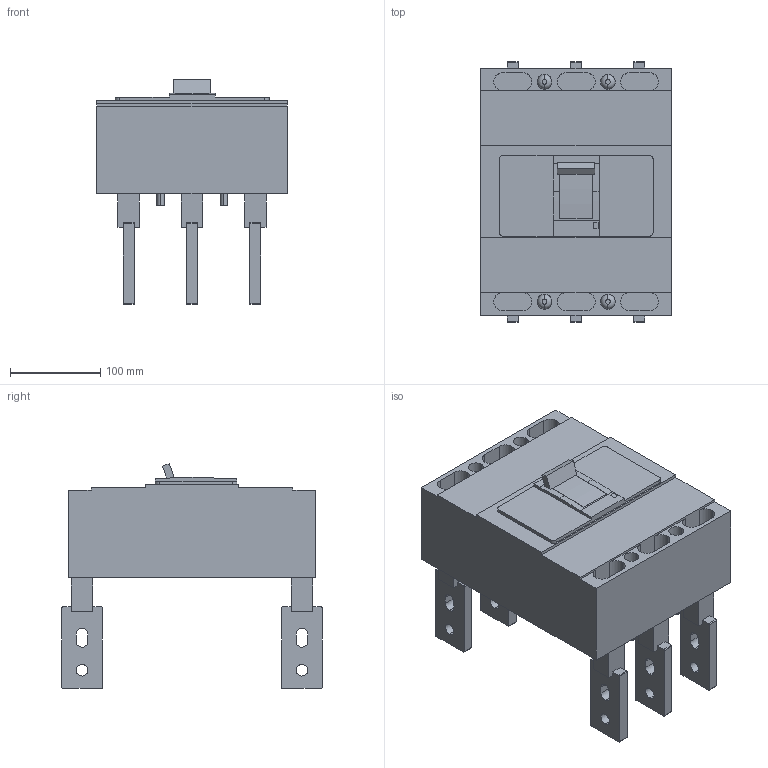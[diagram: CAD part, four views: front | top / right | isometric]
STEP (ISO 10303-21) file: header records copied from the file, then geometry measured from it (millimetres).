
FILE_DESCRIPTION(('CoCreate Modeling STEP Export'),'2;1');
FILE_NAME('Ｓ１０００ＣＥ３Ｒ.stp','2014-03-31T 8:09:54',(''),(''),'CoCreate Modeling STEP processor for AP214 (Solid Model)','CoCreate Modeling 17.0 01-Apr-2010 (C) Parametric Technology GmbH','');
FILE_SCHEMA(('AUTOMOTIVE_DESIGN { 1 0 10303 214 1 1 1 1 }'));
Length unit declared in the file: millimetre
Products named in the file (3): P2.1; P1; Ｓ１０００ＣＥ３Ｒ
Assembly tree (5 placements, depth 2):
  Ｓ１０００ＣＥ３Ｒ
    P1
    P2.1  x4
Bounding box: 210 x 288 x 248.18 mm (x, y, z)
Volume: 5850240.7 mm3; surface area: 370512.4 mm2
Topology: 5 solids, 5 shells, 286 faces, 772 edges, 512 vertices
Faces by surface type: plane 155, cylinder 123, torus 8
Entity records: 8880 total; most frequent: ORIENTED_EDGE 1448, CARTESIAN_POINT 1284, DIRECTION 1150, EDGE_CURVE 724, VERTEX_POINT 482, VECTOR 454, LINE 454, AXIS2_PLACEMENT_3D 348
